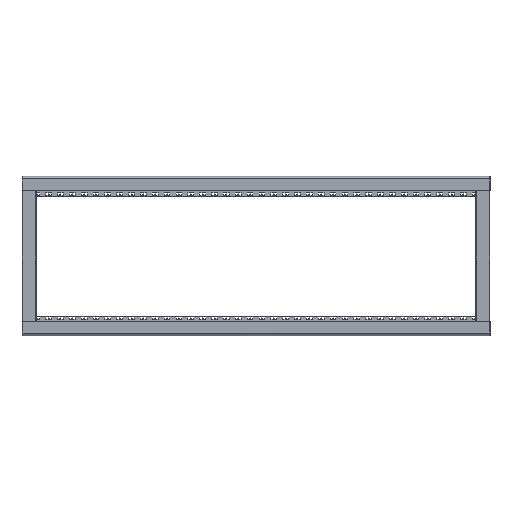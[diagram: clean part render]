
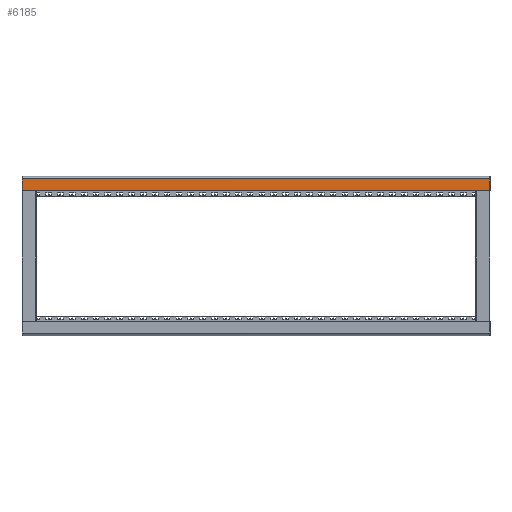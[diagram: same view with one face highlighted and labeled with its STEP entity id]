
A CAD part, top view. The second image highlights one B-rep face of the part: STEP entity #6185.
In plain terms, the highlighted planar face has unit normal (0, 0, 1).
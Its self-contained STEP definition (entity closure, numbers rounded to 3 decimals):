
#116 = DIRECTION ( 'NONE',  ( 1., 0., 0. ) ) ;
#117 = CARTESIAN_POINT ( 'NONE',  ( -823.75, -23.9, 1.5 ) ) ;
#119 = LINE ( 'NONE', #117, #4383 ) ;
#3443 = DIRECTION ( 'NONE',  ( 0., 1., 0. ) ) ;
#3444 = CARTESIAN_POINT ( 'NONE',  ( 875.9, -25.5, 1.5 ) ) ;
#3445 = LINE ( 'NONE', #3444, #4100 ) ;
#4100 = VECTOR ( 'NONE', #3443, 1000. ) ;
#4383 = VECTOR ( 'NONE', #116, 1000. ) ;
#4440 = DIRECTION ( 'NONE',  ( 1., 0., 0. ) ) ;
#4441 = DIRECTION ( 'NONE',  ( 0., 0., 1. ) ) ;
#4444 = PLANE ( 'NONE',  #7593 ) ;
#4445 = FACE_OUTER_BOUND ( 'NONE', #8787, .T. ) ;
#4454 = CARTESIAN_POINT ( 'NONE',  ( -877.5, -25.5, 1.5 ) ) ;
#5453 = EDGE_CURVE ( 'NONE', #11775, #11845, #8686, .T. ) ;
#5524 = EDGE_CURVE ( 'NONE', #11808, #11775, #8210, .T. ) ;
#5754 = EDGE_CURVE ( 'NONE', #11805, #11817, #6975, .T. ) ;
#5846 = EDGE_CURVE ( 'NONE', #11845, #11791, #6897, .T. ) ;
#5866 = EDGE_CURVE ( 'NONE', #11803, #11805, #6823, .T. ) ;
#5876 = EDGE_CURVE ( 'NONE', #11777, #11808, #6785, .T. ) ;
#6185 = ADVANCED_FACE ( 'NONE', ( #4445 ), #4444, .T. ) ;
#6781 = DIRECTION ( 'NONE',  ( -1., 0., 0. ) ) ;
#6783 = CARTESIAN_POINT ( 'NONE',  ( 875.9, 18.5, 1.5 ) ) ;
#6785 = LINE ( 'NONE', #6783, #7949 ) ;
#6819 = DIRECTION ( 'NONE',  ( 0., -1., 0. ) ) ;
#6822 = CARTESIAN_POINT ( 'NONE',  ( 823.75, -25.5, 1.5 ) ) ;
#6823 = LINE ( 'NONE', #6822, #7968 ) ;
#6894 = DIRECTION ( 'NONE',  ( 0., 1., 0. ) ) ;
#6895 = CARTESIAN_POINT ( 'NONE',  ( -823.75, -25.5, 1.5 ) ) ;
#6897 = LINE ( 'NONE', #6895, #8002 ) ;
#6911 = DIRECTION ( 'NONE',  ( 1., 0., 0. ) ) ;
#6925 = CARTESIAN_POINT ( 'NONE',  ( -877.5, -25.5, 1.5 ) ) ;
#6975 = LINE ( 'NONE', #6925, #8154 ) ;
#7593 = AXIS2_PLACEMENT_3D ( 'NONE', #4454, #4441, #4440 ) ;
#7949 = VECTOR ( 'NONE', #6781, 1000. ) ;
#7968 = VECTOR ( 'NONE', #6819, 1000. ) ;
#8002 = VECTOR ( 'NONE', #6894, 1000. ) ;
#8154 = VECTOR ( 'NONE', #6911, 1000. ) ;
#8184 = DIRECTION ( 'NONE',  ( 0., -1., 0. ) ) ;
#8189 = CARTESIAN_POINT ( 'NONE',  ( -875.9, 25.5, 1.5 ) ) ;
#8210 = LINE ( 'NONE', #8189, #8488 ) ;
#8488 = VECTOR ( 'NONE', #8184, 1000. ) ;
#8622 = VECTOR ( 'NONE', #8674, 1000. ) ;
#8674 = DIRECTION ( 'NONE',  ( 1., 0., 0. ) ) ;
#8678 = CARTESIAN_POINT ( 'NONE',  ( -877.5, -25.5, 1.5 ) ) ;
#8686 = LINE ( 'NONE', #8678, #8622 ) ;
#8787 = EDGE_LOOP ( 'NONE', ( #11693, #11694, #11695, #11696, #11697, #11698, #11700, #11701 ) ) ;
#9195 = CARTESIAN_POINT ( 'NONE',  ( -823.75, -25.5, 1.5 ) ) ;
#9236 = CARTESIAN_POINT ( 'NONE',  ( -875.9, 18.5, 1.5 ) ) ;
#9256 = CARTESIAN_POINT ( 'NONE',  ( 875.9, -25.5, 1.5 ) ) ;
#9266 = CARTESIAN_POINT ( 'NONE',  ( 823.75, -23.9, 1.5 ) ) ;
#9276 = CARTESIAN_POINT ( 'NONE',  ( 823.75, -25.5, 1.5 ) ) ;
#9278 = CARTESIAN_POINT ( 'NONE',  ( -823.75, -23.9, 1.5 ) ) ;
#9293 = CARTESIAN_POINT ( 'NONE',  ( -875.9, -25.5, 1.5 ) ) ;
#9303 = CARTESIAN_POINT ( 'NONE',  ( 875.9, 18.5, 1.5 ) ) ;
#10789 = EDGE_CURVE ( 'NONE', #11791, #11803, #119, .T. ) ;
#10838 = EDGE_CURVE ( 'NONE', #11817, #11777, #3445, .T. ) ;
#11693 = ORIENTED_EDGE ( 'NONE', *, *, #5453, .T. ) ;
#11694 = ORIENTED_EDGE ( 'NONE', *, *, #5846, .T. ) ;
#11695 = ORIENTED_EDGE ( 'NONE', *, *, #10789, .T. ) ;
#11696 = ORIENTED_EDGE ( 'NONE', *, *, #5866, .T. ) ;
#11697 = ORIENTED_EDGE ( 'NONE', *, *, #5754, .T. ) ;
#11698 = ORIENTED_EDGE ( 'NONE', *, *, #10838, .T. ) ;
#11700 = ORIENTED_EDGE ( 'NONE', *, *, #5876, .T. ) ;
#11701 = ORIENTED_EDGE ( 'NONE', *, *, #5524, .T. ) ;
#11775 = VERTEX_POINT ( 'NONE', #9293 ) ;
#11777 = VERTEX_POINT ( 'NONE', #9303 ) ;
#11791 = VERTEX_POINT ( 'NONE', #9278 ) ;
#11803 = VERTEX_POINT ( 'NONE', #9266 ) ;
#11805 = VERTEX_POINT ( 'NONE', #9276 ) ;
#11808 = VERTEX_POINT ( 'NONE', #9236 ) ;
#11817 = VERTEX_POINT ( 'NONE', #9256 ) ;
#11845 = VERTEX_POINT ( 'NONE', #9195 ) ;
